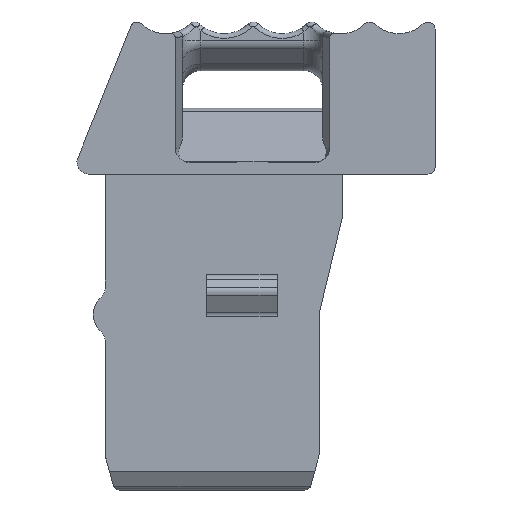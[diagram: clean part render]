
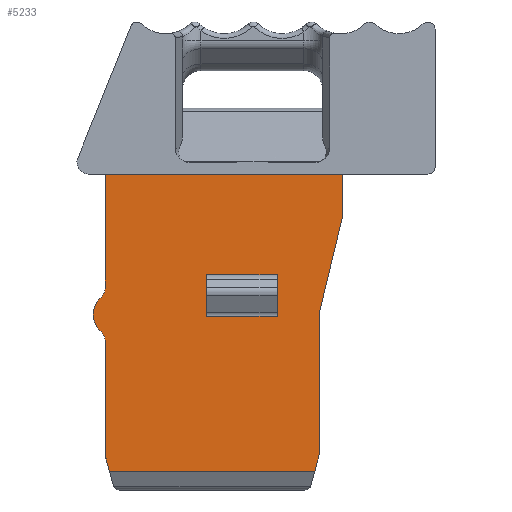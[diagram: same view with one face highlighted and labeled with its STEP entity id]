
A CAD part, left-side view. The second image highlights one B-rep face of the part: STEP entity #5233.
In plain terms, the highlighted planar face has unit normal (-1, 0, 0).
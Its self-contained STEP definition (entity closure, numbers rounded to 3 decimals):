
#4516=AXIS2_PLACEMENT_3D('Circle Axis2P3D',#4514,#4515,$) ;
#4533=AXIS2_PLACEMENT_3D('Circle Axis2P3D',#4531,#4532,$) ;
#4554=AXIS2_PLACEMENT_3D('Circle Axis2P3D',#4552,#4553,$) ;
#4586=AXIS2_PLACEMENT_3D('Circle Axis2P3D',#4584,#4585,$) ;
#5190=AXIS2_PLACEMENT_3D('Plane Axis2P3D',#5187,#5188,#5189) ;
#4452=CARTESIAN_POINT('Line Origine',(0.511,14.1,8.909)) ;
#4456=CARTESIAN_POINT('Vertex',(0.511,14.1,9.2)) ;
#4458=CARTESIAN_POINT('Vertex',(0.511,14.1,8.618)) ;
#4461=CARTESIAN_POINT('Line Origine',(0.511,14.1,11.35)) ;
#4465=CARTESIAN_POINT('Vertex',(0.511,14.1,13.5)) ;
#4511=CARTESIAN_POINT('Vertex',(0.511,14.267,8.245)) ;
#4514=CARTESIAN_POINT('Axis2P3D Location',(0.511,14.6,8.618)) ;
#4531=CARTESIAN_POINT('Axis2P3D Location',(0.511,13.6,7.5)) ;
#4535=CARTESIAN_POINT('Vertex',(0.511,14.597,7.425)) ;
#4549=CARTESIAN_POINT('Vertex',(0.511,14.267,6.755)) ;
#4552=CARTESIAN_POINT('Axis2P3D Location',(0.511,13.6,7.5)) ;
#4581=CARTESIAN_POINT('Vertex',(0.511,14.1,6.382)) ;
#4584=CARTESIAN_POINT('Axis2P3D Location',(0.511,14.6,6.382)) ;
#4605=CARTESIAN_POINT('Vertex',(0.511,6.75,9.2)) ;
#4608=CARTESIAN_POINT('Line Origine',(0.511,9.75,9.2)) ;
#4612=CARTESIAN_POINT('Vertex',(0.511,9.75,9.2)) ;
#4632=CARTESIAN_POINT('Line Origine',(0.511,6.75,8.312)) ;
#4636=CARTESIAN_POINT('Vertex',(0.511,6.75,7.425)) ;
#4658=CARTESIAN_POINT('Line Origine',(0.511,9.75,7.425)) ;
#4662=CARTESIAN_POINT('Vertex',(0.511,9.75,7.425)) ;
#4682=CARTESIAN_POINT('Line Origine',(0.511,9.75,8.312)) ;
#4733=CARTESIAN_POINT('Line Origine',(0.511,9.025,13.5)) ;
#4737=CARTESIAN_POINT('Vertex',(0.511,3.95,13.5)) ;
#4767=CARTESIAN_POINT('Vertex',(0.511,3.95,11.7)) ;
#4775=CARTESIAN_POINT('Line Origine',(0.511,3.95,12.6)) ;
#4798=CARTESIAN_POINT('Vertex',(0.511,4.95,7.535)) ;
#4806=CARTESIAN_POINT('Line Origine',(0.511,4.45,9.617)) ;
#5039=CARTESIAN_POINT('Vertex',(0.511,4.95,1.5)) ;
#5047=CARTESIAN_POINT('Line Origine',(0.511,4.95,4.517)) ;
#5142=CARTESIAN_POINT('Vertex',(0.511,14.1,1.5)) ;
#5145=CARTESIAN_POINT('Line Origine',(0.511,14.1,3.941)) ;
#5187=CARTESIAN_POINT('Axis2P3D Location',(0.511,9.75,0.)) ;
#5192=CARTESIAN_POINT('Line Origine',(0.511,14.006,1.15)) ;
#5196=CARTESIAN_POINT('Vertex',(0.511,13.912,0.8)) ;
#5199=CARTESIAN_POINT('Line Origine',(0.511,9.525,0.8)) ;
#5203=CARTESIAN_POINT('Vertex',(0.511,5.138,0.8)) ;
#5206=CARTESIAN_POINT('Line Origine',(0.511,5.044,1.15)) ;
#4453=DIRECTION('Vector Direction',(0.,0.,-1.)) ;
#4462=DIRECTION('Vector Direction',(0.,0.,-1.)) ;
#4515=DIRECTION('Axis2P3D Direction',(-1.,-0.,0.)) ;
#4532=DIRECTION('Axis2P3D Direction',(-1.,0.,0.)) ;
#4553=DIRECTION('Axis2P3D Direction',(-1.,0.,0.)) ;
#4585=DIRECTION('Axis2P3D Direction',(-1.,0.,0.)) ;
#4609=DIRECTION('Vector Direction',(0.,1.,0.)) ;
#4633=DIRECTION('Vector Direction',(0.,0.,-1.)) ;
#4659=DIRECTION('Vector Direction',(0.,1.,0.)) ;
#4683=DIRECTION('Vector Direction',(0.,0.,-1.)) ;
#4734=DIRECTION('Vector Direction',(0.,-1.,0.)) ;
#4776=DIRECTION('Vector Direction',(0.,0.,-1.)) ;
#4807=DIRECTION('Vector Direction',(0.,-0.233,0.972)) ;
#5048=DIRECTION('Vector Direction',(0.,0.,1.)) ;
#5146=DIRECTION('Vector Direction',(0.,0.,-1.)) ;
#5188=DIRECTION('Axis2P3D Direction',(-1.,0.,0.)) ;
#5189=DIRECTION('Axis2P3D XDirection',(0.,0.,1.)) ;
#5193=DIRECTION('Vector Direction',(0.,0.259,0.966)) ;
#5200=DIRECTION('Vector Direction',(0.,-1.,0.)) ;
#5207=DIRECTION('Vector Direction',(0.,-0.259,0.966)) ;
#4454=VECTOR('Line Direction',#4453,1.) ;
#4463=VECTOR('Line Direction',#4462,1.) ;
#4610=VECTOR('Line Direction',#4609,1.) ;
#4634=VECTOR('Line Direction',#4633,1.) ;
#4660=VECTOR('Line Direction',#4659,1.) ;
#4684=VECTOR('Line Direction',#4683,1.) ;
#4735=VECTOR('Line Direction',#4734,1.) ;
#4777=VECTOR('Line Direction',#4776,1.) ;
#4808=VECTOR('Line Direction',#4807,1.) ;
#5049=VECTOR('Line Direction',#5048,1.) ;
#5147=VECTOR('Line Direction',#5146,1.) ;
#5194=VECTOR('Line Direction',#5193,1.) ;
#5201=VECTOR('Line Direction',#5200,1.) ;
#5208=VECTOR('Line Direction',#5207,1.) ;
#5212=ORIENTED_EDGE('',*,*,#5051,.T.) ;
#5213=ORIENTED_EDGE('',*,*,#4810,.T.) ;
#5214=ORIENTED_EDGE('',*,*,#4779,.T.) ;
#5215=ORIENTED_EDGE('',*,*,#4739,.F.) ;
#5216=ORIENTED_EDGE('',*,*,#4467,.T.) ;
#5217=ORIENTED_EDGE('',*,*,#4460,.T.) ;
#5218=ORIENTED_EDGE('',*,*,#4518,.F.) ;
#5219=ORIENTED_EDGE('',*,*,#4537,.T.) ;
#5220=ORIENTED_EDGE('',*,*,#4556,.T.) ;
#5221=ORIENTED_EDGE('',*,*,#4588,.F.) ;
#5222=ORIENTED_EDGE('',*,*,#5149,.T.) ;
#5223=ORIENTED_EDGE('',*,*,#5198,.F.) ;
#5224=ORIENTED_EDGE('',*,*,#5205,.F.) ;
#5225=ORIENTED_EDGE('',*,*,#5210,.T.) ;
#5228=ORIENTED_EDGE('',*,*,#4614,.F.) ;
#5229=ORIENTED_EDGE('',*,*,#4638,.T.) ;
#5230=ORIENTED_EDGE('',*,*,#4664,.T.) ;
#5231=ORIENTED_EDGE('',*,*,#4686,.F.) ;
#5232=FACE_BOUND('',#5227,.T.) ;
#5233=ADVANCED_FACE('APGPC_6',(#5226,#5232),#5191,.T.) ;
#4517=CIRCLE('generated circle',#4516,0.5) ;
#4534=CIRCLE('generated circle',#4533,1.) ;
#4555=CIRCLE('generated circle',#4554,1.) ;
#4587=CIRCLE('generated circle',#4586,0.5) ;
#4460=EDGE_CURVE('',#4457,#4459,#4455,.T.) ;
#4467=EDGE_CURVE('',#4466,#4457,#4464,.T.) ;
#4518=EDGE_CURVE('',#4512,#4459,#4517,.T.) ;
#4537=EDGE_CURVE('',#4512,#4536,#4534,.T.) ;
#4556=EDGE_CURVE('',#4536,#4550,#4555,.T.) ;
#4588=EDGE_CURVE('',#4582,#4550,#4587,.T.) ;
#4614=EDGE_CURVE('',#4606,#4613,#4611,.T.) ;
#4638=EDGE_CURVE('',#4606,#4637,#4635,.T.) ;
#4664=EDGE_CURVE('',#4637,#4663,#4661,.T.) ;
#4686=EDGE_CURVE('',#4613,#4663,#4685,.T.) ;
#4739=EDGE_CURVE('',#4466,#4738,#4736,.T.) ;
#4779=EDGE_CURVE('',#4768,#4738,#4778,.F.) ;
#4810=EDGE_CURVE('',#4799,#4768,#4809,.T.) ;
#5051=EDGE_CURVE('',#5040,#4799,#5050,.T.) ;
#5149=EDGE_CURVE('',#4582,#5143,#5148,.T.) ;
#5198=EDGE_CURVE('',#5197,#5143,#5195,.T.) ;
#5205=EDGE_CURVE('',#5204,#5197,#5202,.F.) ;
#5210=EDGE_CURVE('',#5204,#5040,#5209,.T.) ;
#5211=EDGE_LOOP('',(#5212,#5213,#5214,#5215,#5216,#5217,#5218,#5219,#5220,#5221,#5222,#5223,#5224,#5225)) ;
#5227=EDGE_LOOP('',(#5228,#5229,#5230,#5231)) ;
#5226=FACE_OUTER_BOUND('',#5211,.T.) ;
#4455=LINE('Line',#4452,#4454) ;
#4464=LINE('Line',#4461,#4463) ;
#4611=LINE('Line',#4608,#4610) ;
#4635=LINE('Line',#4632,#4634) ;
#4661=LINE('Line',#4658,#4660) ;
#4685=LINE('Line',#4682,#4684) ;
#4736=LINE('Line',#4733,#4735) ;
#4778=LINE('Line',#4775,#4777) ;
#4809=LINE('Line',#4806,#4808) ;
#5050=LINE('Line',#5047,#5049) ;
#5148=LINE('Line',#5145,#5147) ;
#5195=LINE('Line',#5192,#5194) ;
#5202=LINE('Line',#5199,#5201) ;
#5209=LINE('Line',#5206,#5208) ;
#5191=PLANE('',#5190) ;
#4457=VERTEX_POINT('',#4456) ;
#4459=VERTEX_POINT('',#4458) ;
#4466=VERTEX_POINT('',#4465) ;
#4512=VERTEX_POINT('',#4511) ;
#4536=VERTEX_POINT('',#4535) ;
#4550=VERTEX_POINT('',#4549) ;
#4582=VERTEX_POINT('',#4581) ;
#4606=VERTEX_POINT('',#4605) ;
#4613=VERTEX_POINT('',#4612) ;
#4637=VERTEX_POINT('',#4636) ;
#4663=VERTEX_POINT('',#4662) ;
#4738=VERTEX_POINT('',#4737) ;
#4768=VERTEX_POINT('',#4767) ;
#4799=VERTEX_POINT('',#4798) ;
#5040=VERTEX_POINT('',#5039) ;
#5143=VERTEX_POINT('',#5142) ;
#5197=VERTEX_POINT('',#5196) ;
#5204=VERTEX_POINT('',#5203) ;
